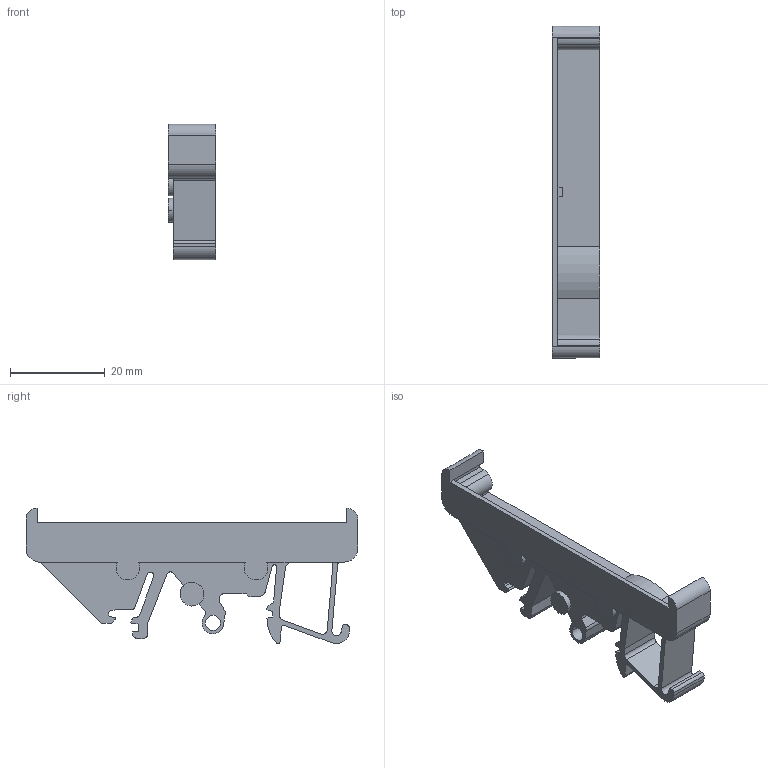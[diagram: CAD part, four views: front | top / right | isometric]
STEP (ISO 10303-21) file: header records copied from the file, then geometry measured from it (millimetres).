
FILE_DESCRIPTION(('CATIA V5 STEP Exchange','CAx-IF Rec.Pracs.--- Model Styling and Organization---1.4--- 2014-01-23'),'2;1');
FILE_NAME ('D1397945_1', '2019-11-14T14:23:15+00:00', ('none'), ('Weidmueller'), 'CATIA Version 5-6 Release 2016 SP3 HF44', 'CATIA V5 STEP AP214', 'none');
FILE_SCHEMA(('AUTOMOTIVE_DESIGN { 1 0 10303 214 1 1 1 1 }'));
Length unit declared in the file: millimetre
Products named in the file (1): 1162890000
Bounding box: 10 x 70 x 28.54 mm (x, y, z)
Volume: 5831.8 mm3; surface area: 5801.8 mm2
Topology: 1 solids, 1 shells, 170 faces, 486 edges, 327 vertices
Faces by surface type: plane 81, cylinder 63, extrusion 16, cone 10
Entity records: 5741 total; most frequent: CARTESIAN_POINT 1264, ORIENTED_EDGE 972, DIRECTION 716, EDGE_CURVE 486, VECTOR 332, VERTEX_POINT 327, LINE 316, AXIS2_PLACEMENT_3D 262
